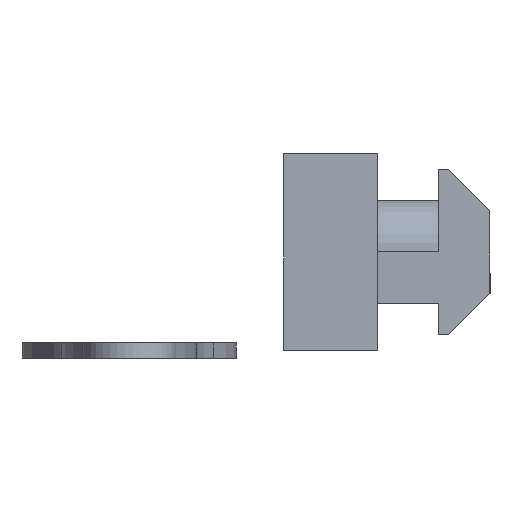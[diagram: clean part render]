
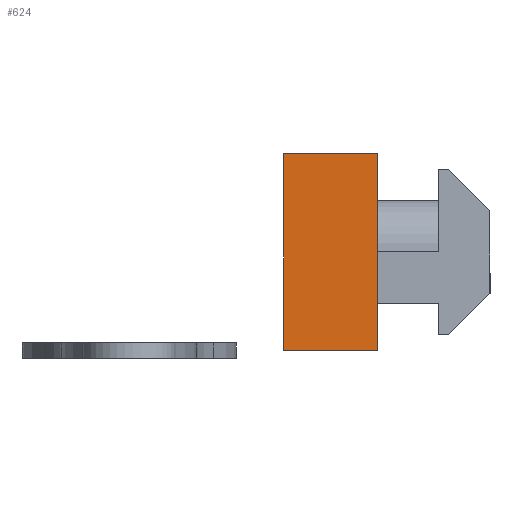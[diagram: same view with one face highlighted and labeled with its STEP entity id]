
A CAD part, left-side view. The second image highlights one B-rep face of the part: STEP entity #624.
In plain terms, the highlighted planar face has unit normal (-1, 0, 0).
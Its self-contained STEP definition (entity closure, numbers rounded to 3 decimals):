
#52 = DIRECTION ( 'NONE',  ( -1., 0., 0. ) ) ;
#54 = CARTESIAN_POINT ( 'NONE',  ( -9.5, 9., -19. ) ) ;
#91 = FACE_OUTER_BOUND ( 'NONE', #1487, .T. ) ;
#133 = VECTOR ( 'NONE', #1033, 1000. ) ;
#171 = CARTESIAN_POINT ( 'NONE',  ( -9.5, 0., 0. ) ) ;
#248 = CARTESIAN_POINT ( 'NONE',  ( -9.5, 9., -19. ) ) ;
#306 = EDGE_CURVE ( 'NONE', #1562, #465, #537, .T. ) ;
#413 = CARTESIAN_POINT ( 'NONE',  ( -9.5, 0., -19. ) ) ;
#465 = VERTEX_POINT ( 'NONE', #1136 ) ;
#466 = LINE ( 'NONE', #551, #133 ) ;
#472 = CARTESIAN_POINT ( 'NONE',  ( -9.5, 0., -19. ) ) ;
#484 = ORIENTED_EDGE ( 'NONE', *, *, #1493, .T. ) ;
#491 = VECTOR ( 'NONE', #541, 1000. ) ;
#502 = VECTOR ( 'NONE', #1406, 1000. ) ;
#537 = LINE ( 'NONE', #54, #1495 ) ;
#541 = DIRECTION ( 'NONE',  ( 0., 0., 1. ) ) ;
#551 = CARTESIAN_POINT ( 'NONE',  ( -9.5, 0., 0. ) ) ;
#605 = VERTEX_POINT ( 'NONE', #171 ) ;
#624 = ADVANCED_FACE ( 'NONE', ( #91 ), #793, .T. ) ;
#793 = PLANE ( 'NONE',  #973 ) ;
#798 = DIRECTION ( 'NONE',  ( 0., 0., 1. ) ) ;
#840 = LINE ( 'NONE', #1280, #502 ) ;
#912 = CARTESIAN_POINT ( 'NONE',  ( -9.5, 0., -19. ) ) ;
#917 = DIRECTION ( 'NONE',  ( 0., 0., 1. ) ) ;
#973 = AXIS2_PLACEMENT_3D ( 'NONE', #912, #52, #917 ) ;
#1033 = DIRECTION ( 'NONE',  ( 0., -1., 0. ) ) ;
#1046 = ORIENTED_EDGE ( 'NONE', *, *, #1453, .T. ) ;
#1076 = VERTEX_POINT ( 'NONE', #472 ) ;
#1136 = CARTESIAN_POINT ( 'NONE',  ( -9.5, 9., 0. ) ) ;
#1280 = CARTESIAN_POINT ( 'NONE',  ( -9.5, 0., -19. ) ) ;
#1406 = DIRECTION ( 'NONE',  ( 0., -1., 0. ) ) ;
#1441 = ORIENTED_EDGE ( 'NONE', *, *, #306, .F. ) ;
#1453 = EDGE_CURVE ( 'NONE', #1076, #605, #1491, .T. ) ;
#1487 = EDGE_LOOP ( 'NONE', ( #1565, #1441, #484, #1046 ) ) ;
#1491 = LINE ( 'NONE', #413, #491 ) ;
#1493 = EDGE_CURVE ( 'NONE', #1562, #1076, #840, .T. ) ;
#1495 = VECTOR ( 'NONE', #798, 1000. ) ;
#1507 = EDGE_CURVE ( 'NONE', #465, #605, #466, .T. ) ;
#1562 = VERTEX_POINT ( 'NONE', #248 ) ;
#1565 = ORIENTED_EDGE ( 'NONE', *, *, #1507, .F. ) ;
